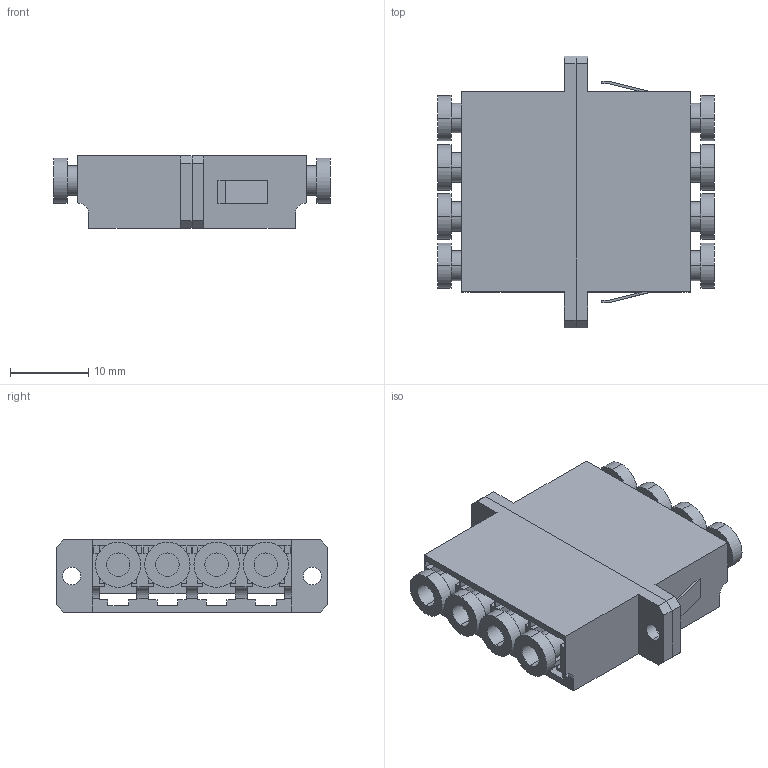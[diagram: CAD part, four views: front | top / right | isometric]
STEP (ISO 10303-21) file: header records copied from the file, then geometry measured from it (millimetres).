
FILE_DESCRIPTION (( 'STEP AP203' ), '1' );
FILE_NAME ('FC1-LCULCU4C-SM ITK Ïðîõîäíîé àäàïòåð LC-LC, (SM_MM), UPC, (Quadro).STEP', '2017-09-13T11:27:09', ( '' ), ( '' ), 'SwSTEP 2.0', 'SolidWorks 2014', '' );
FILE_SCHEMA (( 'CONFIG_CONTROL_DESIGN' ));
Length unit declared in the file: millimetre
Products named in the file (2): FC1-LCULCU4C-SM ITK Ïðîõîäíîé àäàïòåð LC-LC, (SM_MM), UPC, (Quadro)
Bounding box: 35.4 x 34.8 x 9.3 mm (x, y, z)
Volume: 4371.1 mm3; surface area: 10648.6 mm2
Topology: 18 solids, 18 shells, 486 faces, 1216 edges, 800 vertices
Faces by surface type: plane 308, cylinder 162, cone 16
Entity records: 14717 total; most frequent: DIRECTION 2532, CARTESIAN_POINT 2504, ORIENTED_EDGE 2432, EDGE_CURVE 1216, VECTOR 876, LINE 876, AXIS2_PLACEMENT_3D 828, VERTEX_POINT 800
